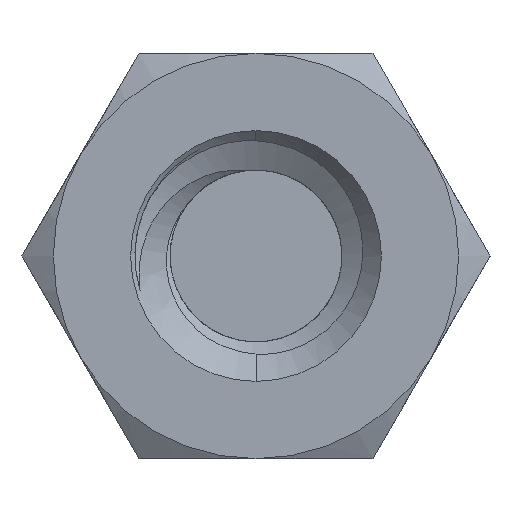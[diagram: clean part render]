
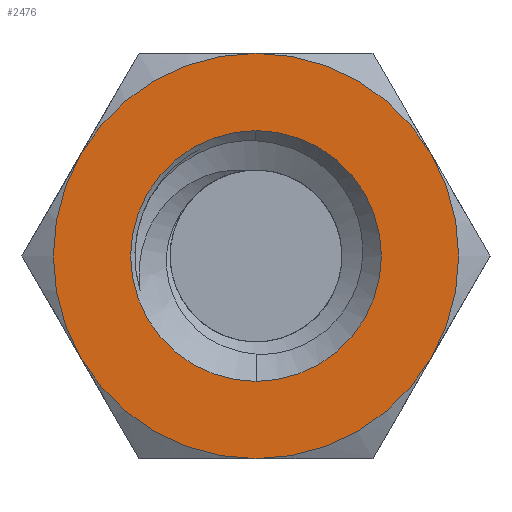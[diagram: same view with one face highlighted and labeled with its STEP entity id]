
A CAD part, left-side view. The second image highlights one B-rep face of the part: STEP entity #2476.
In plain terms, the highlighted planar face has unit normal (-1, 0, 0).
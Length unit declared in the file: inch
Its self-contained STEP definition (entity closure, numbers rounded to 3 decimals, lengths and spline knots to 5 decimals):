
#45 = CIRCLE ( 'NONE', #4254, 0.09375 ) ;
#54 = VERTEX_POINT ( 'NONE', #4072 ) ;
#111 = EDGE_CURVE ( 'NONE', #1245, #54, #45, .T. ) ;
#189 = DIRECTION ( 'NONE',  ( 0., 0., -1. ) ) ;
#194 = EDGE_CURVE ( 'NONE', #1069, #1245, #4134, .T. ) ;
#298 = ORIENTED_EDGE ( 'NONE', *, *, #2919, .F. ) ;
#393 = DIRECTION ( 'NONE',  ( -1., 0., 0. ) ) ;
#460 = VERTEX_POINT ( 'NONE', #760 ) ;
#510 = CARTESIAN_POINT ( 'NONE',  ( -0.28125, 0., 0. ) ) ;
#527 = EDGE_CURVE ( 'NONE', #4076, #925, #2819, .T. ) ;
#576 = EDGE_CURVE ( 'NONE', #54, #1334, #3913, .T. ) ;
#597 = DIRECTION ( 'NONE',  ( 0., 0., -1. ) ) ;
#683 = DIRECTION ( 'NONE',  ( 1., 0., 0. ) ) ;
#729 = EDGE_CURVE ( 'NONE', #925, #4076, #4126, .T. ) ;
#743 = CIRCLE ( 'NONE', #1014, 0.09375 ) ;
#748 = EDGE_CURVE ( 'NONE', #460, #1334, #4058, .T. ) ;
#760 = CARTESIAN_POINT ( 'NONE',  ( -0.28125, 0., 0.09375 ) ) ;
#921 = ORIENTED_EDGE ( 'NONE', *, *, #729, .F. ) ;
#925 = VERTEX_POINT ( 'NONE', #4178 ) ;
#926 = DIRECTION ( 'NONE',  ( 0., 0., -1. ) ) ;
#931 = AXIS2_PLACEMENT_3D ( 'NONE', #1633, #3871, #3220 ) ;
#1014 = AXIS2_PLACEMENT_3D ( 'NONE', #510, #1839, #189 ) ;
#1069 = VERTEX_POINT ( 'NONE', #2671 ) ;
#1085 = CARTESIAN_POINT ( 'NONE',  ( -0.28125, 0., 0. ) ) ;
#1217 = DIRECTION ( 'NONE',  ( 1., 0., 0. ) ) ;
#1221 = AXIS2_PLACEMENT_3D ( 'NONE', #1552, #683, #3977 ) ;
#1245 = VERTEX_POINT ( 'NONE', #2718 ) ;
#1272 = AXIS2_PLACEMENT_3D ( 'NONE', #3964, #4241, #926 ) ;
#1334 = VERTEX_POINT ( 'NONE', #2439 ) ;
#1388 = DIRECTION ( 'NONE',  ( -1., 0., 0. ) ) ;
#1552 = CARTESIAN_POINT ( 'NONE',  ( -0.28125, 0., 0. ) ) ;
#1633 = CARTESIAN_POINT ( 'NONE',  ( -0.28125, 0., 0. ) ) ;
#1839 = DIRECTION ( 'NONE',  ( 1., 0., 0. ) ) ;
#1956 = ORIENTED_EDGE ( 'NONE', *, *, #194, .F. ) ;
#2055 = AXIS2_PLACEMENT_3D ( 'NONE', #3533, #1217, #2967 ) ;
#2130 = DIRECTION ( 'NONE',  ( 1., 0., 0. ) ) ;
#2347 = VERTEX_POINT ( 'NONE', #3565 ) ;
#2422 = DIRECTION ( 'NONE',  ( 0., 0., 1. ) ) ;
#2439 = CARTESIAN_POINT ( 'NONE',  ( -0.28125, 0.08119, 0.04688 ) ) ;
#2476 = ADVANCED_FACE ( 'NONE', ( #2561, #3254 ), #3320, .F. ) ;
#2482 = AXIS2_PLACEMENT_3D ( 'NONE', #4237, #3232, #597 ) ;
#2511 = CARTESIAN_POINT ( 'NONE',  ( -0.28125, 0., -0.058 ) ) ;
#2533 = CARTESIAN_POINT ( 'NONE',  ( -0.28125, 0., 0. ) ) ;
#2540 = AXIS2_PLACEMENT_3D ( 'NONE', #2745, #393, #2787 ) ;
#2561 = FACE_BOUND ( 'NONE', #4032, .T. ) ;
#2671 = CARTESIAN_POINT ( 'NONE',  ( -0.28125, -0.08119, -0.04688 ) ) ;
#2718 = CARTESIAN_POINT ( 'NONE',  ( -0.28125, 0., -0.09375 ) ) ;
#2745 = CARTESIAN_POINT ( 'NONE',  ( -0.28125, 0., 0. ) ) ;
#2787 = DIRECTION ( 'NONE',  ( 0., 0., 1. ) ) ;
#2819 = CIRCLE ( 'NONE', #931, 0.058 ) ;
#2919 = EDGE_CURVE ( 'NONE', #460, #2347, #743, .T. ) ;
#2967 = DIRECTION ( 'NONE',  ( 0., 0., -1. ) ) ;
#3118 = ORIENTED_EDGE ( 'NONE', *, *, #576, .F. ) ;
#3220 = DIRECTION ( 'NONE',  ( 0., 0., 1. ) ) ;
#3232 = DIRECTION ( 'NONE',  ( 1., 0., 0. ) ) ;
#3254 = FACE_OUTER_BOUND ( 'NONE', #3670, .T. ) ;
#3320 = PLANE ( 'NONE',  #2482 ) ;
#3400 = ORIENTED_EDGE ( 'NONE', *, *, #527, .F. ) ;
#3533 = CARTESIAN_POINT ( 'NONE',  ( -0.28125, 0., 0. ) ) ;
#3565 = CARTESIAN_POINT ( 'NONE',  ( -0.28125, -0.08119, 0.04687 ) ) ;
#3639 = EDGE_CURVE ( 'NONE', #2347, #1069, #4202, .T. ) ;
#3656 = ORIENTED_EDGE ( 'NONE', *, *, #748, .T. ) ;
#3670 = EDGE_LOOP ( 'NONE', ( #4264, #1956, #3963, #298, #3656, #3118 ) ) ;
#3871 = DIRECTION ( 'NONE',  ( -1., 0., 0. ) ) ;
#3913 = CIRCLE ( 'NONE', #2055, 0.09375 ) ;
#3963 = ORIENTED_EDGE ( 'NONE', *, *, #3639, .F. ) ;
#3964 = CARTESIAN_POINT ( 'NONE',  ( -0.28125, 0., 0. ) ) ;
#3977 = DIRECTION ( 'NONE',  ( 0., 0., -1. ) ) ;
#4032 = EDGE_LOOP ( 'NONE', ( #921, #3400 ) ) ;
#4058 = CIRCLE ( 'NONE', #4258, 0.09375 ) ;
#4072 = CARTESIAN_POINT ( 'NONE',  ( -0.28125, 0.08119, -0.04687 ) ) ;
#4076 = VERTEX_POINT ( 'NONE', #2511 ) ;
#4126 = CIRCLE ( 'NONE', #2540, 0.058 ) ;
#4133 = DIRECTION ( 'NONE',  ( 0., 0., -1. ) ) ;
#4134 = CIRCLE ( 'NONE', #1272, 0.09375 ) ;
#4178 = CARTESIAN_POINT ( 'NONE',  ( -0.28125, 0., 0.058 ) ) ;
#4202 = CIRCLE ( 'NONE', #1221, 0.09375 ) ;
#4237 = CARTESIAN_POINT ( 'NONE',  ( -0.28125, 0.10825, 0. ) ) ;
#4241 = DIRECTION ( 'NONE',  ( 1., 0., 0. ) ) ;
#4254 = AXIS2_PLACEMENT_3D ( 'NONE', #2533, #2130, #4133 ) ;
#4258 = AXIS2_PLACEMENT_3D ( 'NONE', #1085, #1388, #2422 ) ;
#4264 = ORIENTED_EDGE ( 'NONE', *, *, #111, .F. ) ;
